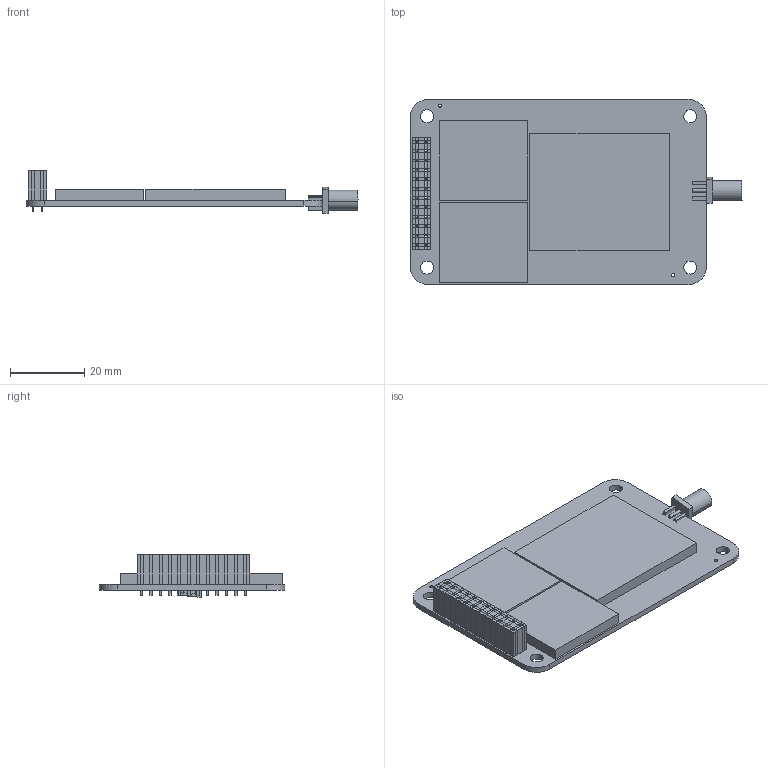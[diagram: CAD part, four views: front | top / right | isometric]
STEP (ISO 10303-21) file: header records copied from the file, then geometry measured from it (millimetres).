
FILE_DESCRIPTION (( 'STEP AP214' ), '1' );
FILE_NAME ('RF-FROND-ONLY-3D.STEP', '2017-07-29T15:18:34', ( '' ), ( '' ), 'SwSTEP 2.0', 'SolidWorks 2015', '' );
FILE_SCHEMA (( 'AUTOMOTIVE_DESIGN' ));
Length unit declared in the file: millimetre
Products named in the file (24): 739801208_1; SMA200; 859857712; Cylinder_3; Extruded_16_1; RF-FROND-ONLY-3D; 859857584; Cylinder; Extruded_14_1; 739793592; Cylinder_2; Extruded_11; Extruded_13_1; Extruded_12; P10; Extruded_15_1; 926113104_1; Extruded_17_1; 926112288_1; 739793864; 859858096; 739794136_1; 926112424_1
Assembly tree (59 placements, depth 4):
  RF-FROND-ONLY-3D
    RF-FROND-ONLY-3D
    SMA200
      859857584
        Cylinder
      859857712
        Cylinder_2
      739793592  x2
        Extruded_11
      859858096
        Cylinder_3
      739793864
        Extruded_12
    P10
      739794136_1  x24
        Extruded_13_1
      926112288_1
        Extruded_14_1
      739801208_1  x11
        Extruded_15_1
      926112424_1  x2
        Extruded_16_1
      926113104_1  x2
        Extruded_17_1
Bounding box: 89.58 x 50 x 11.55 mm (x, y, z)
Volume: 14945.3 mm3; surface area: 13273.9 mm2
Topology: 47 solids, 47 shells, 357 faces, 780 edges, 520 vertices
Faces by surface type: plane 289, cylinder 68
Entity records: 5851 total; most frequent: DIRECTION 914, CARTESIAN_POINT 795, ORIENTED_EDGE 696, AXIS2_PLACEMENT_3D 351, EDGE_CURVE 348, VERTEX_POINT 232, VECTOR 212, LINE 212
